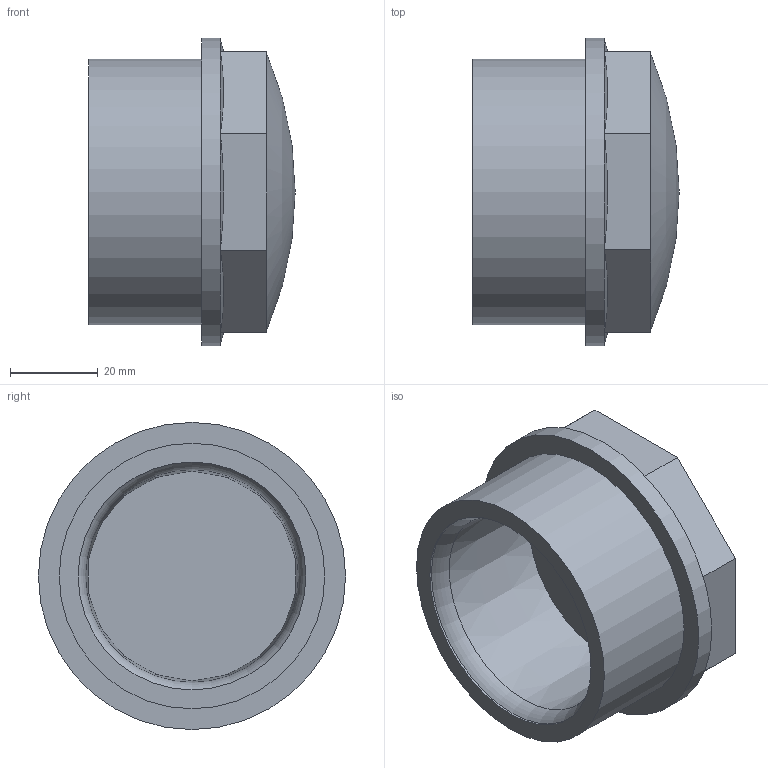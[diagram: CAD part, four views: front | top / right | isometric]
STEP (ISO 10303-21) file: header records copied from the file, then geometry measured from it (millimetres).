
FILE_DESCRIPTION(/* description */ (''),/* implementation_level */ '2;1');
FILE_NAME(/* name */ 'PFV200.ipt.stp',/* time_stamp */ '2013-10-01T14:50:42+02:00',/* author */ ('bfaro'),/* organization */ (''),/* preprocessor_version */ 'ST-DEVELOPER v15.2',/* originating_system */ 'Autodesk Inventor 2014',/* authorisation */ '');
FILE_SCHEMA (('AUTOMOTIVE_DESIGN { 1 0 10303 214 3 1 1 }'));
Length unit declared in the file: millimetre
Products named in the file (1): PFV200
Bounding box: 47 x 70 x 70 mm (x, y, z)
Volume: 81724.4 mm3; surface area: 20507.7 mm2
Topology: 1 solids, 2 shells, 21 faces, 54 edges, 38 vertices
Faces by surface type: plane 13, cylinder 3, sphere 2, cone 2, torus 1
Full cylindrical faces by diameter (mm): 51.93 x1, 60.5 x1, 70 x1
Entity records: 581 total; most frequent: CARTESIAN_POINT 130, ORIENTED_EDGE 84, DIRECTION 80, EDGE_CURVE 42, VERTEX_POINT 34, AXIS2_PLACEMENT_3D 32, EDGE_LOOP 30, FACE_OUTER_BOUND 21
